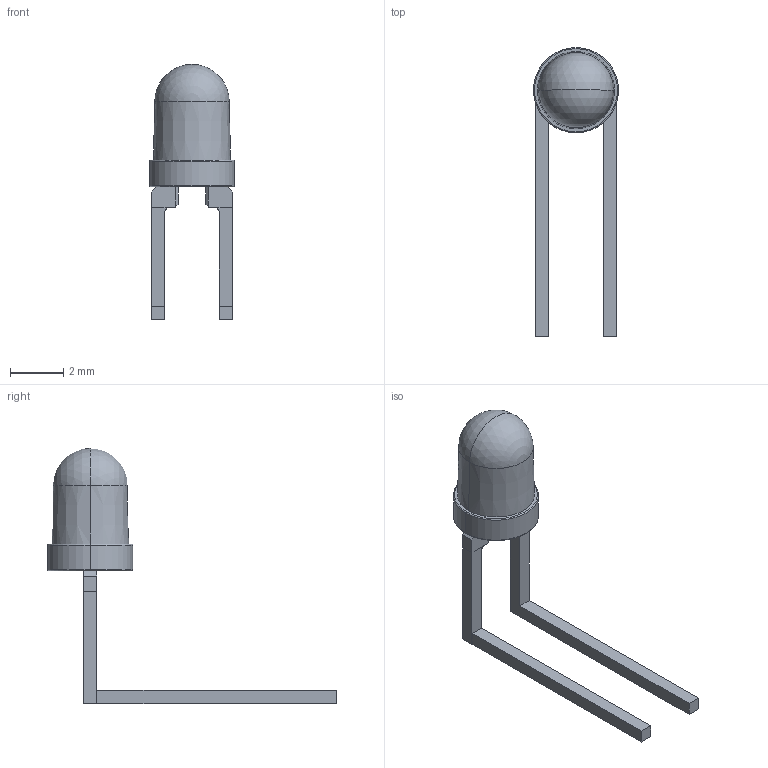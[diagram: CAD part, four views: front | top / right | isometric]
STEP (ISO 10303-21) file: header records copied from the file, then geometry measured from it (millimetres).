
FILE_DESCRIPTION (( 'STEP AP214' ), '1' );
FILE_NAME ('led-3r_red-right-angle.step', '2020-02-29T19:45:51', ( '' ), ( '' ), 'SwSTEP 2.0', 'SolidWorks 2018', '' );
FILE_SCHEMA (( 'AUTOMOTIVE_DESIGN' ));
Length unit declared in the file: millimetre
Products named in the file (1): led-3r_red-right-angle
Bounding box: 3.2 x 10.85 x 9.6 mm (x, y, z)
Volume: 35.2 mm3; surface area: 109.2 mm2
Topology: 2 solids, 2 shells, 52 faces, 120 edges, 73 vertices
Faces by surface type: plane 38, cylinder 6, torus 4, sphere 2, cone 2
Entity records: 1587 total; most frequent: DIRECTION 246, CARTESIAN_POINT 240, ORIENTED_EDGE 232, EDGE_CURVE 116, VECTOR 92, LINE 92, AXIS2_PLACEMENT_3D 77, VERTEX_POINT 71
